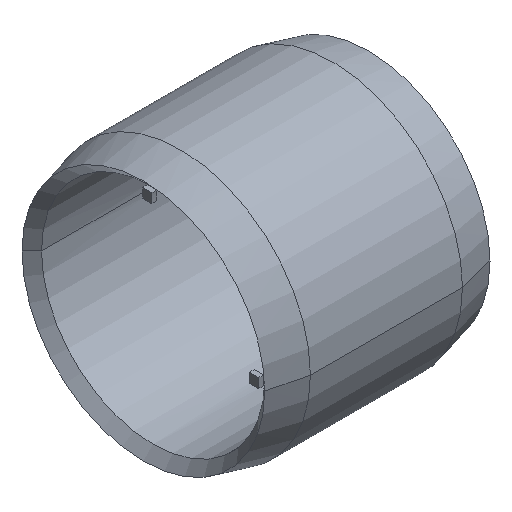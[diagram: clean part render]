
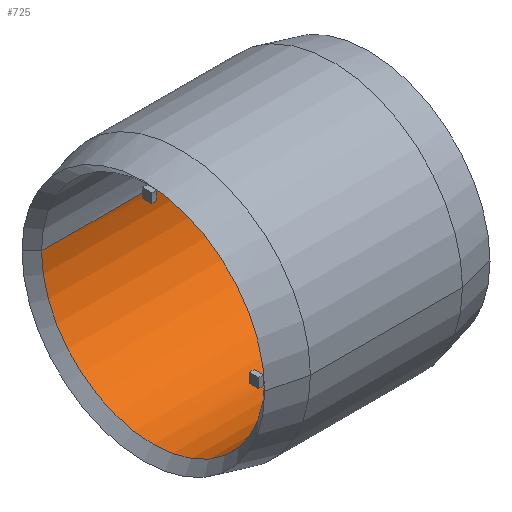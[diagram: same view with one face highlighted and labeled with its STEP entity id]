
A CAD part, isometric view. The second image highlights one B-rep face of the part: STEP entity #725.
In plain terms, the highlighted cylindrical face has radius 112.5 mm (diameter 225 mm), a partial arc.
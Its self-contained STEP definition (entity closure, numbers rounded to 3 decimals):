
#379 = VERTEX_POINT( '', #1074 );
#391 = EDGE_CURVE( '', #801, #949, #1089, .T. );
#429 = EDGE_CURVE( '', #741, #949, #1131, .T. );
#433 = VERTEX_POINT( '', #1136 );
#445 = VERTEX_POINT( '', #1148 );
#471 = EDGE_CURVE( '', #577, #667, #1174, .T. );
#487 = EDGE_CURVE( '', #741, #971, #1192, .T. );
#515 = EDGE_CURVE( '', #533, #727, #1222, .T. );
#533 = VERTEX_POINT( '', #1241 );
#561 = EDGE_CURVE( '', #883, #971, #1271, .T. );
#573 = EDGE_CURVE( '', #801, #433, #1284, .T. );
#577 = VERTEX_POINT( '', #1288 );
#579 = EDGE_CURVE( '', #717, #533, #1290, .T. );
#593 = EDGE_CURVE( '', #445, #829, #1307, .T. );
#661 = EDGE_CURVE( '', #951, #829, #1383, .T. );
#667 = VERTEX_POINT( '', #1389 );
#679 = EDGE_CURVE( '', #925, #445, #1403, .T. );
#717 = VERTEX_POINT( '', #1445 );
#725 = ADVANCED_FACE( '', ( #1453, #1454 ), #1455, .F. );
#727 = VERTEX_POINT( '', #1457 );
#741 = VERTEX_POINT( '', #1471 );
#801 = VERTEX_POINT( '', #1539 );
#829 = VERTEX_POINT( '', #1569 );
#857 = EDGE_CURVE( '', #433, #951, #1603, .T. );
#883 = VERTEX_POINT( '', #1634 );
#887 = EDGE_CURVE( '', #379, #717, #1638, .T. );
#901 = EDGE_CURVE( '', #667, #883, #1654, .T. );
#925 = VERTEX_POINT( '', #1683 );
#949 = VERTEX_POINT( '', #1710 );
#951 = VERTEX_POINT( '', #1712 );
#957 = EDGE_CURVE( '', #727, #379, #1718, .T. );
#971 = VERTEX_POINT( '', #1734 );
#1003 = EDGE_CURVE( '', #577, #925, #1771, .T. );
#1074 = CARTESIAN_POINT( '', ( 0., 4.75, -112.4 ) );
#1089 = LINE( '', #1858, #1859 );
#1131 = CIRCLE( '', #1922, 112.5 );
#1136 = CARTESIAN_POINT( '', ( -5., -112.4, -4.75 ) );
#1148 = CARTESIAN_POINT( '', ( 100.75, -112.5, 0. ) );
#1174 = CIRCLE( '', #1983, 112.5 );
#1192 = LINE( '', #2006, #2007 );
#1222 = CIRCLE( '', #2085, 112.5 );
#1241 = CARTESIAN_POINT( '', ( -5., -4.75, -112.4 ) );
#1271 = CIRCLE( '', #2252, 112.5 );
#1284 = CIRCLE( '', #2304, 112.5 );
#1288 = CARTESIAN_POINT( '', ( 0., 112.5, 0. ) );
#1290 = LINE( '', #2311, #2312 );
#1307 = LINE( '', #2330, #2331 );
#1383 = CIRCLE( '', #2489, 112.5 );
#1389 = CARTESIAN_POINT( '', ( 0., 112.4, -4.75 ) );
#1403 = CIRCLE( '', #2515, 112.5 );
#1445 = CARTESIAN_POINT( '', ( 0., -4.75, -112.4 ) );
#1453 = FACE_OUTER_BOUND( '', #2618, .T. );
#1454 = FACE_BOUND( '', #2619, .T. );
#1455 = CYLINDRICAL_SURFACE( '', #2620, 112.5 );
#1457 = CARTESIAN_POINT( '', ( -5., 4.75, -112.4 ) );
#1471 = CARTESIAN_POINT( '', ( -106.75, 112.5, 0. ) );
#1539 = CARTESIAN_POINT( '', ( -5., -112.5, 0. ) );
#1569 = CARTESIAN_POINT( '', ( 0., -112.5, 0. ) );
#1603 = LINE( '', #2909, #2910 );
#1634 = CARTESIAN_POINT( '', ( -5., 112.4, -4.75 ) );
#1638 = CIRCLE( '', #2952, 112.5 );
#1654 = LINE( '', #2972, #2973 );
#1683 = CARTESIAN_POINT( '', ( 100.75, 112.5, 0. ) );
#1710 = CARTESIAN_POINT( '', ( -106.75, -112.5, 0. ) );
#1712 = CARTESIAN_POINT( '', ( 0., -112.4, -4.75 ) );
#1718 = LINE( '', #3069, #3070 );
#1734 = CARTESIAN_POINT( '', ( -5., 112.5, 0. ) );
#1771 = LINE( '', #3156, #3157 );
#1858 = CARTESIAN_POINT( '', ( -3., -112.5, 0. ) );
#1859 = VECTOR( '', #3276, 1. );
#1922 = AXIS2_PLACEMENT_3D( '', #3325, #3326, #3327 );
#1983 = AXIS2_PLACEMENT_3D( '', #3362, #3363, #3364 );
#2006 = CARTESIAN_POINT( '', ( -3., 112.5, 0. ) );
#2007 = VECTOR( '', #3389, 1. );
#2085 = AXIS2_PLACEMENT_3D( '', #3420, #3421, #3422 );
#2252 = AXIS2_PLACEMENT_3D( '', #3465, #3466, #3467 );
#2304 = AXIS2_PLACEMENT_3D( '', #3483, #3484, #3485 );
#2311 = CARTESIAN_POINT( '', ( -2.5, -4.75, -112.4 ) );
#2312 = VECTOR( '', #3486, 1. );
#2330 = CARTESIAN_POINT( '', ( -3., -112.5, 0. ) );
#2331 = VECTOR( '', #3513, 1. );
#2489 = AXIS2_PLACEMENT_3D( '', #3596, #3597, #3598 );
#2515 = AXIS2_PLACEMENT_3D( '', #3620, #3621, #3622 );
#2618 = EDGE_LOOP( '', ( #3677, #3678, #3679, #3680, #3681, #3682, #3683, #3684, #3685, #3686, #3687, #3688 ) );
#2619 = EDGE_LOOP( '', ( #3689, #3690, #3691, #3692 ) );
#2620 = AXIS2_PLACEMENT_3D( '', #3693, #3694, #3695 );
#2909 = CARTESIAN_POINT( '', ( -2.5, -112.4, -4.75 ) );
#2910 = VECTOR( '', #3864, 1. );
#2952 = AXIS2_PLACEMENT_3D( '', #3912, #3913, #3914 );
#2972 = CARTESIAN_POINT( '', ( -2.5, 112.4, -4.75 ) );
#2973 = VECTOR( '', #3941, 1. );
#3069 = CARTESIAN_POINT( '', ( -2.5, 4.75, -112.4 ) );
#3070 = VECTOR( '', #4011, 1. );
#3156 = CARTESIAN_POINT( '', ( -3., 112.5, 0. ) );
#3157 = VECTOR( '', #4093, 1. );
#3276 = DIRECTION( '', ( -1., 0., 0. ) );
#3325 = CARTESIAN_POINT( '', ( -106.75, 0., 0. ) );
#3326 = DIRECTION( '', ( -1., 0., 0. ) );
#3327 = DIRECTION( '', ( 0., 1., 0. ) );
#3362 = CARTESIAN_POINT( '', ( 0., 0., 0. ) );
#3363 = DIRECTION( '', ( -1., 0., 0. ) );
#3364 = DIRECTION( '', ( 0., 1., 0. ) );
#3389 = DIRECTION( '', ( 1., 0., 0. ) );
#3420 = CARTESIAN_POINT( '', ( -5., 0., 0. ) );
#3421 = DIRECTION( '', ( 1., 0., 0. ) );
#3422 = DIRECTION( '', ( 0., 1., 0. ) );
#3465 = CARTESIAN_POINT( '', ( -5., 0., 0. ) );
#3466 = DIRECTION( '', ( 1., 0., 0. ) );
#3467 = DIRECTION( '', ( 0., 1., 0. ) );
#3483 = CARTESIAN_POINT( '', ( -5., 0., 0. ) );
#3484 = DIRECTION( '', ( 1., 0., 0. ) );
#3485 = DIRECTION( '', ( 0., 1., 0. ) );
#3486 = DIRECTION( '', ( -1., 0., 0. ) );
#3513 = DIRECTION( '', ( -1., 0., 0. ) );
#3596 = CARTESIAN_POINT( '', ( 0., 0., 0. ) );
#3597 = DIRECTION( '', ( -1., 0., 0. ) );
#3598 = DIRECTION( '', ( 0., 1., 0. ) );
#3620 = CARTESIAN_POINT( '', ( 100.75, 0., 0. ) );
#3621 = DIRECTION( '', ( -1., 0., 0. ) );
#3622 = DIRECTION( '', ( 0., 1., 0. ) );
#3677 = ORIENTED_EDGE( '', *, *, #487, .F. );
#3678 = ORIENTED_EDGE( '', *, *, #429, .T. );
#3679 = ORIENTED_EDGE( '', *, *, #391, .F. );
#3680 = ORIENTED_EDGE( '', *, *, #573, .T. );
#3681 = ORIENTED_EDGE( '', *, *, #857, .T. );
#3682 = ORIENTED_EDGE( '', *, *, #661, .T. );
#3683 = ORIENTED_EDGE( '', *, *, #593, .F. );
#3684 = ORIENTED_EDGE( '', *, *, #679, .F. );
#3685 = ORIENTED_EDGE( '', *, *, #1003, .F. );
#3686 = ORIENTED_EDGE( '', *, *, #471, .T. );
#3687 = ORIENTED_EDGE( '', *, *, #901, .T. );
#3688 = ORIENTED_EDGE( '', *, *, #561, .T. );
#3689 = ORIENTED_EDGE( '', *, *, #957, .T. );
#3690 = ORIENTED_EDGE( '', *, *, #887, .T. );
#3691 = ORIENTED_EDGE( '', *, *, #579, .T. );
#3692 = ORIENTED_EDGE( '', *, *, #515, .T. );
#3693 = CARTESIAN_POINT( '', ( -3., 0., 0. ) );
#3694 = DIRECTION( '', ( 1., 0., 0. ) );
#3695 = DIRECTION( '', ( 0., 1., 0. ) );
#3864 = DIRECTION( '', ( 1., 0., 0. ) );
#3912 = CARTESIAN_POINT( '', ( 0., 0., 0. ) );
#3913 = DIRECTION( '', ( -1., 0., 0. ) );
#3914 = DIRECTION( '', ( 0., 1., 0. ) );
#3941 = DIRECTION( '', ( -1., 0., 0. ) );
#4011 = DIRECTION( '', ( 1., 0., 0. ) );
#4093 = DIRECTION( '', ( 1., 0., 0. ) );
